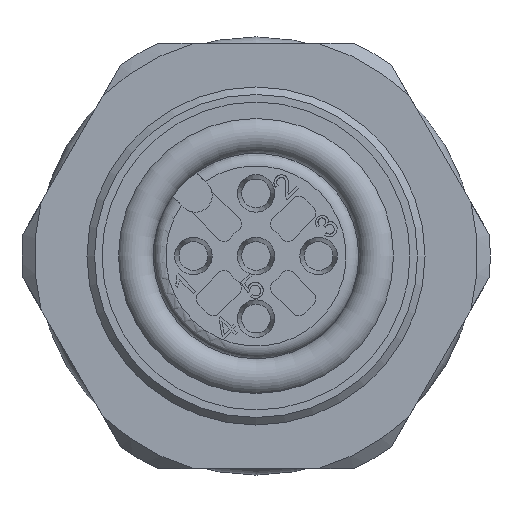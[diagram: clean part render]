
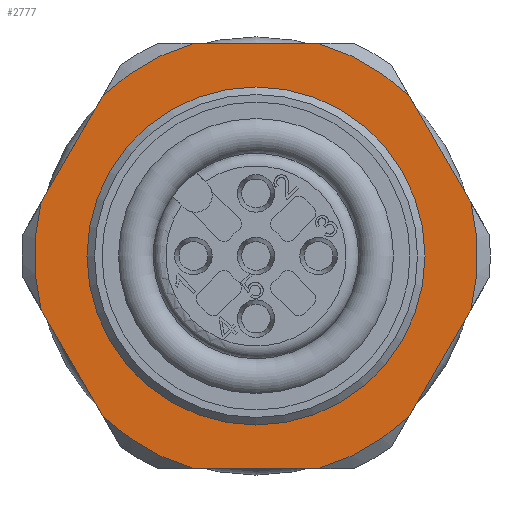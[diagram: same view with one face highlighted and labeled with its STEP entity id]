
A CAD part, left-side view. The second image highlights one B-rep face of the part: STEP entity #2777.
In plain terms, the highlighted planar face has unit normal (-1, 0, 0).
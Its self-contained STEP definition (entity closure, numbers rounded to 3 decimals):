
#514=LINE('',#4813,#667);
#515=LINE('',#4814,#668);
#516=LINE('',#4815,#669);
#517=LINE('',#4816,#670);
#518=LINE('',#4817,#671);
#519=LINE('',#4821,#672);
#667=VECTOR('',#3915,1.);
#668=VECTOR('',#3916,1.);
#669=VECTOR('',#3917,1.);
#670=VECTOR('',#3918,1.);
#671=VECTOR('',#3919,1.);
#672=VECTOR('',#3922,1.);
#838=PLANE('',#3510);
#964=EDGE_LOOP('',(#1316,#1317,#1318,#1319,#1320,#1321,#1322,#1323,#1324,
#1325,#1326,#1327));
#965=EDGE_LOOP('',(#1328));
#1316=ORIENTED_EDGE('',*,*,#2168,.F.);
#1317=ORIENTED_EDGE('',*,*,#2208,.T.);
#1318=ORIENTED_EDGE('',*,*,#2170,.F.);
#1319=ORIENTED_EDGE('',*,*,#2209,.T.);
#1320=ORIENTED_EDGE('',*,*,#2174,.F.);
#1321=ORIENTED_EDGE('',*,*,#2210,.T.);
#1322=ORIENTED_EDGE('',*,*,#2178,.F.);
#1323=ORIENTED_EDGE('',*,*,#2211,.T.);
#1324=ORIENTED_EDGE('',*,*,#2182,.F.);
#1325=ORIENTED_EDGE('',*,*,#2212,.T.);
#1326=ORIENTED_EDGE('',*,*,#2213,.F.);
#1327=ORIENTED_EDGE('',*,*,#2214,.T.);
#1328=ORIENTED_EDGE('',*,*,#2207,.T.);
#2168=EDGE_CURVE('',#3143,#3144,#2601,.T.);
#2170=EDGE_CURVE('',#3145,#3146,#2602,.T.);
#2174=EDGE_CURVE('',#3149,#3150,#2604,.T.);
#2178=EDGE_CURVE('',#3153,#3154,#2606,.T.);
#2182=EDGE_CURVE('',#3157,#3158,#2608,.T.);
#2207=EDGE_CURVE('',#3178,#3178,#2621,.T.);
#2208=EDGE_CURVE('',#3143,#3146,#514,.T.);
#2209=EDGE_CURVE('',#3145,#3150,#515,.T.);
#2210=EDGE_CURVE('',#3149,#3154,#516,.T.);
#2211=EDGE_CURVE('',#3153,#3158,#517,.T.);
#2212=EDGE_CURVE('',#3157,#3179,#518,.T.);
#2213=EDGE_CURVE('',#3180,#3179,#2622,.T.);
#2214=EDGE_CURVE('',#3180,#3144,#519,.T.);
#2601=CIRCLE('',#3472,8.85);
#2602=CIRCLE('',#3474,8.85);
#2604=CIRCLE('',#3477,8.85);
#2606=CIRCLE('',#3480,8.85);
#2608=CIRCLE('',#3483,8.85);
#2621=CIRCLE('',#3507,6.75);
#2622=CIRCLE('',#3509,8.85);
#2777=ADVANCED_FACE('',(#2988,#2989),#838,.F.);
#2988=FACE_BOUND('',#964,.T.);
#2989=FACE_BOUND('',#965,.T.);
#3143=VERTEX_POINT('',#4694);
#3144=VERTEX_POINT('',#4696);
#3145=VERTEX_POINT('',#4703);
#3146=VERTEX_POINT('',#4704);
#3149=VERTEX_POINT('',#4718);
#3150=VERTEX_POINT('',#4719);
#3153=VERTEX_POINT('',#4733);
#3154=VERTEX_POINT('',#4734);
#3157=VERTEX_POINT('',#4748);
#3158=VERTEX_POINT('',#4749);
#3178=VERTEX_POINT('',#4811);
#3179=VERTEX_POINT('',#4818);
#3180=VERTEX_POINT('',#4820);
#3472=AXIS2_PLACEMENT_3D('',#4695,#3831,#3832);
#3474=AXIS2_PLACEMENT_3D('',#4702,#3835,#3836);
#3477=AXIS2_PLACEMENT_3D('',#4717,#3841,#3842);
#3480=AXIS2_PLACEMENT_3D('',#4732,#3847,#3848);
#3483=AXIS2_PLACEMENT_3D('',#4747,#3853,#3854);
#3507=AXIS2_PLACEMENT_3D('',#4810,#3911,#3912);
#3509=AXIS2_PLACEMENT_3D('',#4819,#3920,#3921);
#3510=AXIS2_PLACEMENT_3D('',#4822,#3923,#3924);
#3831=DIRECTION('',(1.,0.,0.));
#3832=DIRECTION('',(0.,-1.,0.));
#3835=DIRECTION('',(1.,0.,0.));
#3836=DIRECTION('',(0.,-1.,0.));
#3841=DIRECTION('',(1.,0.,0.));
#3842=DIRECTION('',(0.,-1.,0.));
#3847=DIRECTION('',(1.,0.,0.));
#3848=DIRECTION('',(0.,-1.,0.));
#3853=DIRECTION('',(1.,0.,0.));
#3854=DIRECTION('',(0.,-1.,0.));
#3911=DIRECTION('',(1.,0.,0.));
#3912=DIRECTION('',(0.,-1.,0.));
#3915=DIRECTION('',(0.,0.5,-0.866));
#3916=DIRECTION('',(0.,-0.5,-0.866));
#3917=DIRECTION('',(0.,-1.,0.));
#3918=DIRECTION('',(0.,-0.5,0.866));
#3919=DIRECTION('',(0.,0.5,0.866));
#3920=DIRECTION('',(1.,0.,0.));
#3921=DIRECTION('',(0.,-1.,0.));
#3922=DIRECTION('',(0.,1.,0.));
#3923=DIRECTION('',(1.,0.,0.));
#3924=DIRECTION('',(0.,-1.,0.));
#4694=CARTESIAN_POINT('',(10.5,6.129,6.384));
#4695=CARTESIAN_POINT('',(10.5,0.,0.));
#4696=CARTESIAN_POINT('',(10.5,2.464,8.5));
#4702=CARTESIAN_POINT('',(10.5,0.,0.));
#4703=CARTESIAN_POINT('',(10.5,8.593,-2.116));
#4704=CARTESIAN_POINT('',(10.5,8.593,2.116));
#4717=CARTESIAN_POINT('',(10.5,0.,0.));
#4718=CARTESIAN_POINT('',(10.5,2.464,-8.5));
#4719=CARTESIAN_POINT('',(10.5,6.129,-6.384));
#4732=CARTESIAN_POINT('',(10.5,0.,0.));
#4733=CARTESIAN_POINT('',(10.5,-6.129,-6.384));
#4734=CARTESIAN_POINT('',(10.5,-2.464,-8.5));
#4747=CARTESIAN_POINT('',(10.5,0.,0.));
#4748=CARTESIAN_POINT('',(10.5,-8.593,2.116));
#4749=CARTESIAN_POINT('',(10.5,-8.593,-2.116));
#4810=CARTESIAN_POINT('',(10.5,0.,0.));
#4811=CARTESIAN_POINT('',(10.5,-6.75,0.));
#4813=CARTESIAN_POINT('',(10.5,10.284,-0.812));
#4814=CARTESIAN_POINT('',(10.5,4.438,-9.313));
#4815=CARTESIAN_POINT('',(10.5,0.,-8.5));
#4816=CARTESIAN_POINT('',(10.5,-4.438,-9.313));
#4817=CARTESIAN_POINT('',(10.5,-10.284,-0.813));
#4818=CARTESIAN_POINT('',(10.5,-6.129,6.384));
#4819=CARTESIAN_POINT('',(10.5,0.,0.));
#4820=CARTESIAN_POINT('',(10.5,-2.464,8.5));
#4821=CARTESIAN_POINT('',(10.5,0.,8.5));
#4822=CARTESIAN_POINT('',(10.5,0.,-6.75));
